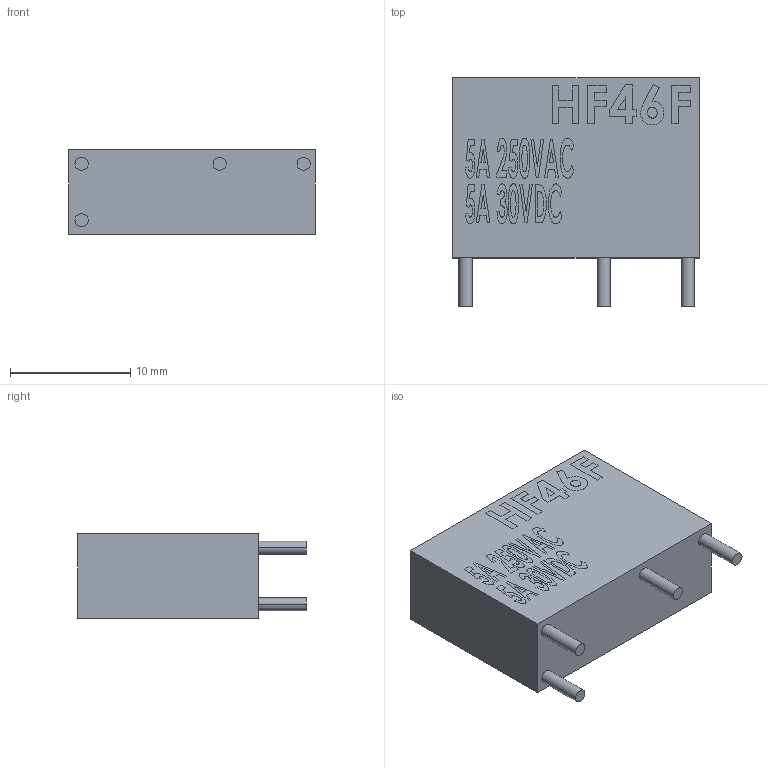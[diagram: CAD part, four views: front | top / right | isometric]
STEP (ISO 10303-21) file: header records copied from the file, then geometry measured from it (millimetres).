
FILE_DESCRIPTION (( 'STEP AP214' ), '1' );
FILE_NAME ('38AA5767-62FA-46E1-B109-528B73AD8589.STEP', '2023-09-24T09:07:43', ( '' ), ( '' ), 'SwSTEP 2.0', 'SolidWorks 2022', '' );
FILE_SCHEMA (( 'AUTOMOTIVE_DESIGN' ));
Length unit declared in the file: millimetre
Products named in the file (1): 38AA5767-62FA-46E1-B109-528B73AD8589
Bounding box: 20.5 x 19 x 7 mm (x, y, z)
Volume: 2167.7 mm3; surface area: 1167.5 mm2
Topology: 1 solids, 1 shells, 275 faces, 723 edges, 482 vertices
Faces by surface type: plane 175, bspline 92, cylinder 8
Entity records: 15976 total; most frequent: CARTESIAN_POINT 6861, ORIENTED_EDGE 1446, DIRECTION 923, EDGE_CURVE 723, LINE 523, VECTOR 523, VERTEX_POINT 482, EDGE_LOOP 307
